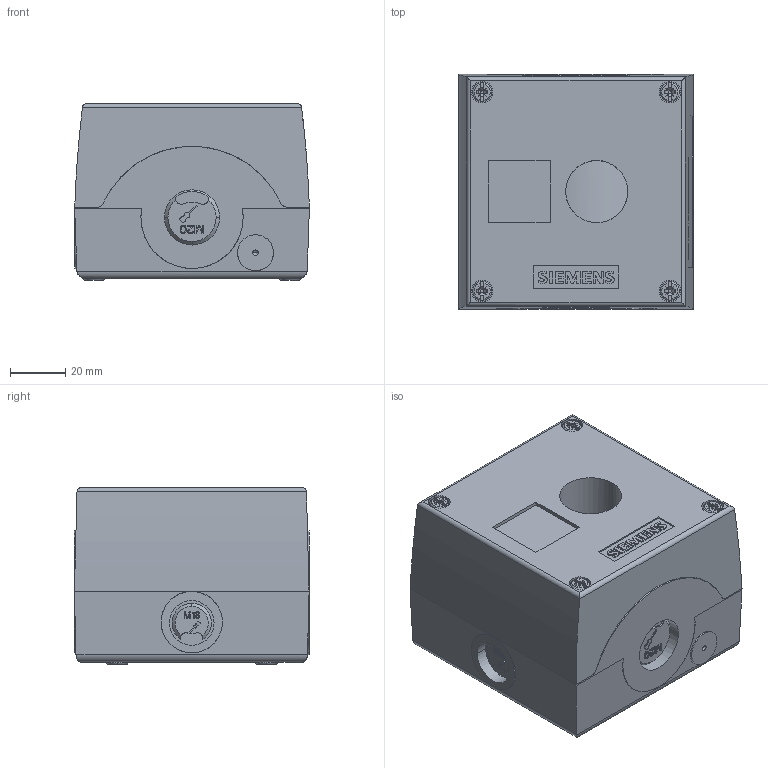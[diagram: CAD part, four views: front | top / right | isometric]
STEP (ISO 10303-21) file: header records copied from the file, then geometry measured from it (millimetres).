
FILE_DESCRIPTION(('STEP AP214'),'1');
FILE_NAME('cctmp_E80D5B46-B551-4069-83AE-D96F1A4E5E2C_2023_07_21_14_39_06_0234..stp','2023-07-21T12:39:07',('SIEMENS A&D'),('CADClick - www.CADClick.com'),'Spatial InterOp 3D postprocessed',' ','unknown authorization');
FILE_SCHEMA(('AUTOMOTIVE_DESIGN'));
Length unit declared in the file: millimetre
Products named in the file (1): 2023_07_21_14_39_06_0196
Bounding box: 85.06 x 85.2 x 64 mm (x, y, z)
Volume: 400248.5 mm3; surface area: 51622.4 mm2
Topology: 1 solids, 3 shells, 1309 faces, 3616 edges, 2398 vertices
Faces by surface type: plane 915, cylinder 264, extrusion 90, cone 22, torus 16, sphere 2
Entity records: 53617 total; most frequent: CARTESIAN_POINT 12177, ORIENTED_EDGE 7228, DIRECTION 6276, EDGE_CURVE 3614, VECTOR 2758, LINE 2668, VERTEX_POINT 2398, STYLED_ITEM 2384
